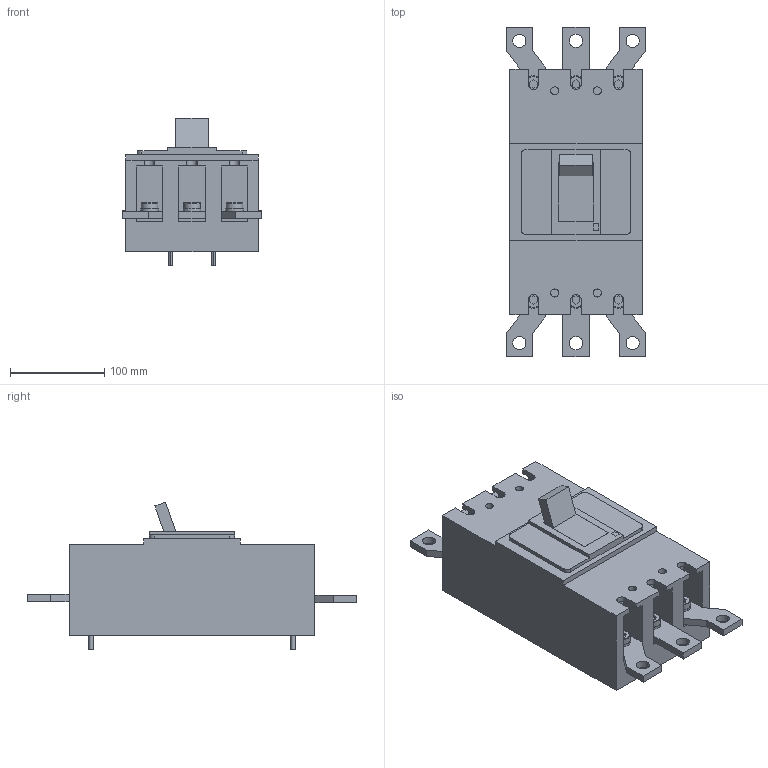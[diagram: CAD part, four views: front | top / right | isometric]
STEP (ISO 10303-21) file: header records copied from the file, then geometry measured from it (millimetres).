
FILE_DESCRIPTION(('CoCreate Modeling STEP Export'),'2;1');
FILE_NAME('Ｓ４００ＮＦ３ＦＢ.stp','2016-05-31T15:33:04',(''),(''),'CoCreate Modeling STEP processor for AP214 (Solid Model)','CoCreate Modeling 17.0 01-Apr-2010 (C) Parametric Technology GmbH','');
FILE_SCHEMA(('AUTOMOTIVE_DESIGN { 1 0 10303 214 1 1 1 1 }'));
Length unit declared in the file: millimetre
Products named in the file (7): p1; p2.3; p3; p4; p5; p6; Ｓ４００ＮＦ３ＦＢ
Assembly tree (23 placements, depth 2):
  Ｓ４００ＮＦ３ＦＢ
    p6  x2
    p5  x6
    p4  x4
    p3  x6
    p2.3  x4
    p1
Bounding box: 148 x 349 x 156.35 mm (x, y, z)
Volume: 3519052.3 mm3; surface area: 259302.1 mm2
Topology: 23 solids, 23 shells, 396 faces, 924 edges, 616 vertices
Faces by surface type: plane 258, cylinder 138
Entity records: 5349 total; most frequent: ORIENTED_EDGE 912, CARTESIAN_POINT 863, DIRECTION 794, EDGE_CURVE 456, VECTOR 324, LINE 324, VERTEX_POINT 304, AXIS2_PLACEMENT_3D 235
